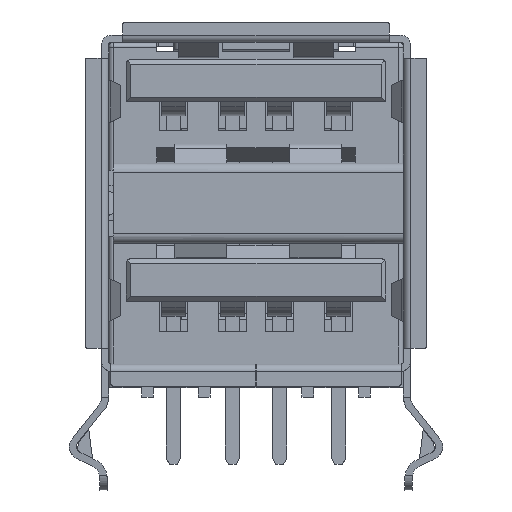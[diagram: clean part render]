
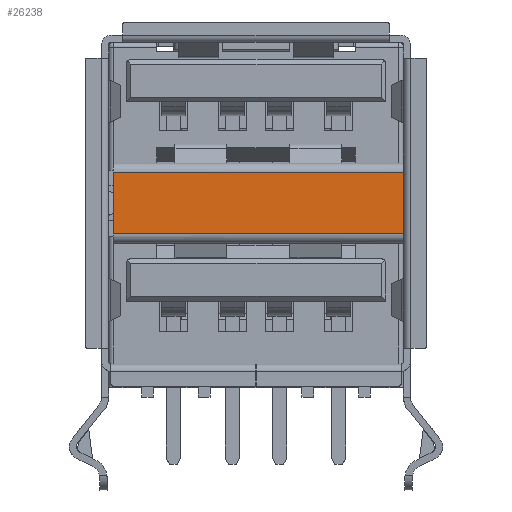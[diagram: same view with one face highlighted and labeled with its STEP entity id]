
A CAD part, front view. The second image highlights one B-rep face of the part: STEP entity #26238.
In plain terms, the highlighted planar face has unit normal (0, -1, 0).
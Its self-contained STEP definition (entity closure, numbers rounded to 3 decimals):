
#15638 = VERTEX_POINT('',#15639);
#15639 = CARTESIAN_POINT('',(-2.547,-15.405,6.92));
#15646 = EDGE_CURVE('',#15647,#15638,#15649,.T.);
#15647 = VERTEX_POINT('',#15648);
#15648 = CARTESIAN_POINT('',(-2.547,-15.405,9.52));
#15649 = LINE('',#15650,#15651);
#15650 = CARTESIAN_POINT('',(-2.547,-15.405,9.62));
#15651 = VECTOR('',#15652,1.);
#15652 = DIRECTION('',(0.,0.,-1.));
#17356 = VERTEX_POINT('',#17357);
#17357 = CARTESIAN_POINT('',(9.753,-15.405,6.92));
#17364 = EDGE_CURVE('',#15638,#17356,#17365,.T.);
#17365 = LINE('',#17366,#17367);
#17366 = CARTESIAN_POINT('',(-2.547,-15.405,6.92));
#17367 = VECTOR('',#17368,1.);
#17368 = DIRECTION('',(1.,0.,0.));
#25008 = EDGE_CURVE('',#15647,#25009,#25011,.T.);
#25009 = VERTEX_POINT('',#25010);
#25010 = CARTESIAN_POINT('',(9.753,-15.405,9.52));
#25011 = LINE('',#25012,#25013);
#25012 = CARTESIAN_POINT('',(-2.547,-15.405,9.52));
#25013 = VECTOR('',#25014,1.);
#25014 = DIRECTION('',(1.,0.,0.));
#26238 = ADVANCED_FACE('',(#26239),#26250,.T.);
#26239 = FACE_BOUND('',#26240,.T.);
#26240 = EDGE_LOOP('',(#26241,#26247,#26248,#26249));
#26241 = ORIENTED_EDGE('',*,*,#26242,.F.);
#26242 = EDGE_CURVE('',#25009,#17356,#26243,.T.);
#26243 = LINE('',#26244,#26245);
#26244 = CARTESIAN_POINT('',(9.753,-15.405,9.62));
#26245 = VECTOR('',#26246,1.);
#26246 = DIRECTION('',(0.,0.,-1.));
#26247 = ORIENTED_EDGE('',*,*,#25008,.F.);
#26248 = ORIENTED_EDGE('',*,*,#15646,.T.);
#26249 = ORIENTED_EDGE('',*,*,#17364,.T.);
#26250 = PLANE('',#26251);
#26251 = AXIS2_PLACEMENT_3D('',#26252,#26253,#26254);
#26252 = CARTESIAN_POINT('',(-2.547,-15.405,9.62));
#26253 = DIRECTION('',(0.,-1.,0.));
#26254 = DIRECTION('',(0.,0.,-1.));
